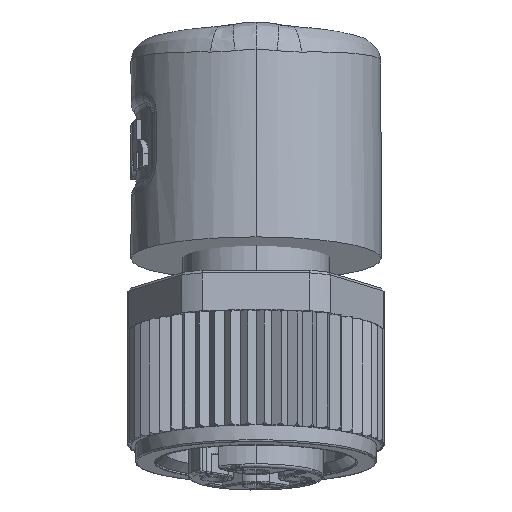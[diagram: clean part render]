
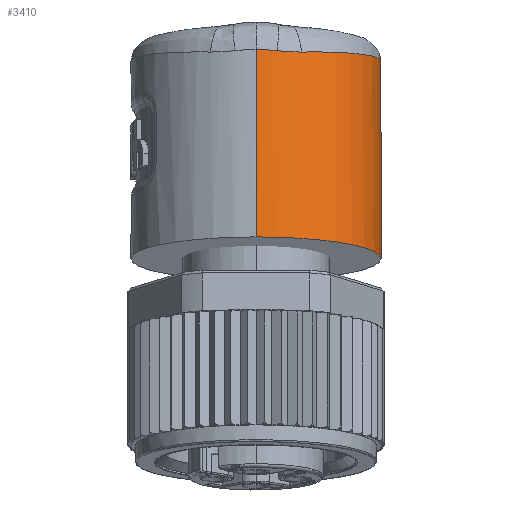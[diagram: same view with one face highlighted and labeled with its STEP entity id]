
A CAD part, front view. The second image highlights one B-rep face of the part: STEP entity #3410.
In plain terms, the highlighted cylindrical face has radius 7.5 mm (diameter 15 mm), a partial arc.
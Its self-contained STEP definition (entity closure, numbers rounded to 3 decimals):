
#3410=ADVANCED_FACE('',(#6840),#6841,.T.);
#6840=FACE_OUTER_BOUND('',#22355,.T.);
#6841=CYLINDRICAL_SURFACE('',#22356,7.5);
#22355=EDGE_LOOP('',(#33619,#33620,#33621,#33622,#33623,#33624,#33625,#33626,#33627,#33628,#33629));
#22356=AXIS2_PLACEMENT_3D('',#33630,#33631,#33632);
#33619=ORIENTED_EDGE('',*,*,#37713,.F.);
#33620=ORIENTED_EDGE('',*,*,#37717,.F.);
#33621=ORIENTED_EDGE('',*,*,#37854,.F.);
#33622=ORIENTED_EDGE('',*,*,#37855,.F.);
#33623=ORIENTED_EDGE('',*,*,#37856,.F.);
#33624=ORIENTED_EDGE('',*,*,#37719,.F.);
#33625=ORIENTED_EDGE('',*,*,#37709,.F.);
#33626=ORIENTED_EDGE('',*,*,#37857,.F.);
#33627=ORIENTED_EDGE('',*,*,#37764,.T.);
#33628=ORIENTED_EDGE('',*,*,#37858,.T.);
#33629=ORIENTED_EDGE('',*,*,#37706,.F.);
#33630=CARTESIAN_POINT('',(0.0,6.646,-7.682));
#33631=DIRECTION('',(0.0,-0.174,-0.985));
#33632=DIRECTION('',(0.0,-0.985,0.174));
#37706=EDGE_CURVE('',#43288,#43284,#43290,.T.);
#37709=EDGE_CURVE('',#43292,#43294,#43295,.T.);
#37713=EDGE_CURVE('',#43298,#43288,#43300,.T.);
#37717=EDGE_CURVE('',#43304,#43298,#43306,.T.);
#37719=EDGE_CURVE('',#43294,#43308,#43309,.T.);
#37764=EDGE_CURVE('',#43369,#43368,#43371,.T.);
#37854=EDGE_CURVE('',#43497,#43304,#43498,.T.);
#37855=EDGE_CURVE('',#43499,#43497,#43500,.T.);
#37856=EDGE_CURVE('',#43308,#43499,#43501,.T.);
#37857=EDGE_CURVE('',#43369,#43292,#43502,.T.);
#37858=EDGE_CURVE('',#43368,#43284,#43503,.T.);
#43284=VERTEX_POINT('',#54689);
#43288=VERTEX_POINT('',#54717);
#43290=B_SPLINE_CURVE_WITH_KNOTS('',3,(#54723,#54724,#54725,#54726,#54727,#54728,#54729,#54730,#54731,#54732,#54733,#54734,#54735,#54736,#54737,#54738,#54739,#54740,#54741,#54742,#54743,#54744),.UNSPECIFIED.,.F.,.F.,(4,1,1,1,1,1,1,1,1,1,1,1,1,1,1,1,1,1,1,4),(0.0,0.053,0.105,0.158,0.211,0.263,0.316,0.368,0.421,0.474,0.526,0.579,0.632,0.684,0.737,0.789,0.842,0.895,0.947,1.0),.UNSPECIFIED.);
#43292=VERTEX_POINT('',#54746);
#43294=VERTEX_POINT('',#54754);
#43295=B_SPLINE_CURVE_WITH_KNOTS('',3,(#54755,#54756,#54757,#54758,#54759,#54760,#54761,#54762),.UNSPECIFIED.,.F.,.F.,(4,1,1,1,1,4),(0.0,0.203,0.406,0.606,0.804,1.0),.UNSPECIFIED.);
#43298=VERTEX_POINT('',#54771);
#43300=B_SPLINE_CURVE_WITH_KNOTS('',3,(#54776,#54777,#54778,#54779,#54780,#54781),.UNSPECIFIED.,.F.,.F.,(4,1,1,4),(0.0,0.333,0.667,1.0),.UNSPECIFIED.);
#43304=VERTEX_POINT('',#54790);
#43306=B_SPLINE_CURVE_WITH_KNOTS('',3,(#54795,#54796,#54797,#54798,#54799,#54800),.UNSPECIFIED.,.F.,.F.,(4,1,1,4),(0.0,0.333,0.667,1.0),.UNSPECIFIED.);
#43308=VERTEX_POINT('',#54802);
#43309=B_SPLINE_CURVE_WITH_KNOTS('',3,(#54803,#54804,#54805,#54806,#54807,#54808),.UNSPECIFIED.,.F.,.F.,(4,1,1,4),(0.0,0.333,0.667,1.0),.UNSPECIFIED.);
#43368=VERTEX_POINT('',#54997);
#43369=VERTEX_POINT('',#54998);
#43371=CIRCLE('',#55000,7.5);
#43497=VERTEX_POINT('',#55711);
#43498=B_SPLINE_CURVE_WITH_KNOTS('',3,(#55712,#55713,#55714,#55715,#55716,#55717),.UNSPECIFIED.,.F.,.F.,(4,1,1,4),(0.0,0.333,0.667,1.0),.UNSPECIFIED.);
#43499=VERTEX_POINT('',#55718);
#43500=B_SPLINE_CURVE_WITH_KNOTS('',3,(#55719,#55720,#55721,#55722,#55723,#55724),.UNSPECIFIED.,.F.,.F.,(4,1,1,4),(0.0,0.333,0.667,1.0),.UNSPECIFIED.);
#43501=B_SPLINE_CURVE_WITH_KNOTS('',3,(#55725,#55726,#55727,#55728,#55729,#55730,#55731,#55732,#55733,#55734,#55735,#55736,#55737,#55738,#55739),.UNSPECIFIED.,.F.,.F.,(4,1,1,1,1,1,1,1,1,1,1,1,4),(0.0,0.083,0.167,0.25,0.333,0.417,0.5,0.583,0.667,0.75,0.833,0.917,1.0),.UNSPECIFIED.);
#43502=LINE('',#55740,#55741);
#43503=LINE('',#55742,#55743);
#54689=CARTESIAN_POINT('',(0.,14.348,-7.187));
#54717=CARTESIAN_POINT('',(6.536,11.568,-0.949));
#54723=CARTESIAN_POINT('',(6.536,11.568,-0.949));
#54724=CARTESIAN_POINT('',(6.52,11.574,-1.077));
#54725=CARTESIAN_POINT('',(6.481,11.598,-1.342));
#54726=CARTESIAN_POINT('',(6.394,11.67,-1.769));
#54727=CARTESIAN_POINT('',(6.273,11.784,-2.227));
#54728=CARTESIAN_POINT('',(6.109,11.942,-2.719));
#54729=CARTESIAN_POINT('',(5.893,12.145,-3.24));
#54730=CARTESIAN_POINT('',(5.622,12.382,-3.772));
#54731=CARTESIAN_POINT('',(5.296,12.642,-4.298));
#54732=CARTESIAN_POINT('',(4.928,12.904,-4.791));
#54733=CARTESIAN_POINT('',(4.528,13.155,-5.239));
#54734=CARTESIAN_POINT('',(4.105,13.387,-5.637));
#54735=CARTESIAN_POINT('',(3.667,13.595,-5.984));
#54736=CARTESIAN_POINT('',(3.219,13.777,-6.282));
#54737=CARTESIAN_POINT('',(2.764,13.934,-6.534));
#54738=CARTESIAN_POINT('',(2.305,14.064,-6.741));
#54739=CARTESIAN_POINT('',(1.844,14.169,-6.907));
#54740=CARTESIAN_POINT('',(1.381,14.25,-7.034));
#54741=CARTESIAN_POINT('',(0.918,14.307,-7.123));
#54742=CARTESIAN_POINT('',(0.457,14.341,-7.175));
#54743=CARTESIAN_POINT('',(0.152,14.348,-7.187));
#54744=CARTESIAN_POINT('',(0.,14.348,-7.187));
#54746=CARTESIAN_POINT('',(0.,1.239,4.847));
#54754=CARTESIAN_POINT('',(1.266,1.337,4.784));
#54755=CARTESIAN_POINT('',(0.,1.239,4.847));
#54756=CARTESIAN_POINT('',(0.086,1.239,4.847));
#54757=CARTESIAN_POINT('',(0.259,1.242,4.846));
#54758=CARTESIAN_POINT('',(0.516,1.254,4.839));
#54759=CARTESIAN_POINT('',(0.769,1.274,4.828));
#54760=CARTESIAN_POINT('',(1.019,1.302,4.81));
#54761=CARTESIAN_POINT('',(1.184,1.325,4.794));
#54762=CARTESIAN_POINT('',(1.266,1.337,4.784));
#54771=CARTESIAN_POINT('',(6.569,11.604,-0.401));
#54776=CARTESIAN_POINT('',(6.569,11.604,-0.401));
#54777=CARTESIAN_POINT('',(6.569,11.594,-0.458));
#54778=CARTESIAN_POINT('',(6.568,11.576,-0.576));
#54779=CARTESIAN_POINT('',(6.557,11.563,-0.758));
#54780=CARTESIAN_POINT('',(6.544,11.565,-0.885));
#54781=CARTESIAN_POINT('',(6.536,11.568,-0.949));
#54790=CARTESIAN_POINT('',(6.561,11.795,0.599));
#54795=CARTESIAN_POINT('',(6.561,11.795,0.599));
#54796=CARTESIAN_POINT('',(6.562,11.774,0.488));
#54797=CARTESIAN_POINT('',(6.564,11.732,0.266));
#54798=CARTESIAN_POINT('',(6.567,11.667,-0.067));
#54799=CARTESIAN_POINT('',(6.568,11.625,-0.29));
#54800=CARTESIAN_POINT('',(6.569,11.604,-0.401));
#54802=CARTESIAN_POINT('',(2.72,1.732,4.701));
#54803=CARTESIAN_POINT('',(1.266,1.337,4.784));
#54804=CARTESIAN_POINT('',(1.44,1.364,4.765));
#54805=CARTESIAN_POINT('',(1.781,1.43,4.731));
#54806=CARTESIAN_POINT('',(2.267,1.564,4.702));
#54807=CARTESIAN_POINT('',(2.572,1.673,4.699));
#54808=CARTESIAN_POINT('',(2.72,1.732,4.701));
#54997=CARTESIAN_POINT('',(0.,14.032,-8.984));
#54998=CARTESIAN_POINT('',(0.0,-0.741,-6.379));
#55000=AXIS2_PLACEMENT_3D('',#61592,#61593,#61594);
#55711=CARTESIAN_POINT('',(6.507,12.012,1.274));
#55712=CARTESIAN_POINT('',(6.507,12.012,1.274));
#55713=CARTESIAN_POINT('',(6.519,11.977,1.194));
#55714=CARTESIAN_POINT('',(6.539,11.913,1.038));
#55715=CARTESIAN_POINT('',(6.556,11.841,0.812));
#55716=CARTESIAN_POINT('',(6.561,11.808,0.669));
#55717=CARTESIAN_POINT('',(6.561,11.795,0.599));
#55718=CARTESIAN_POINT('',(5.818,13.425,3.511));
#55719=CARTESIAN_POINT('',(5.818,13.425,3.511));
#55720=CARTESIAN_POINT('',(5.945,13.22,3.248));
#55721=CARTESIAN_POINT('',(6.158,12.838,2.731));
#55722=CARTESIAN_POINT('',(6.378,12.363,1.986));
#55723=CARTESIAN_POINT('',(6.471,12.117,1.509));
#55724=CARTESIAN_POINT('',(6.507,12.012,1.274));
#55725=CARTESIAN_POINT('',(2.72,1.732,4.701));
#55726=CARTESIAN_POINT('',(3.086,1.877,4.707));
#55727=CARTESIAN_POINT('',(3.796,2.226,4.71));
#55728=CARTESIAN_POINT('',(4.763,2.904,4.689));
#55729=CARTESIAN_POINT('',(5.613,3.722,4.644));
#55730=CARTESIAN_POINT('',(6.321,4.651,4.577));
#55731=CARTESIAN_POINT('',(6.89,5.702,4.488));
#55732=CARTESIAN_POINT('',(7.282,6.819,4.381));
#55733=CARTESIAN_POINT('',(7.492,7.984,4.257));
#55734=CARTESIAN_POINT('',(7.52,9.138,4.124));
#55735=CARTESIAN_POINT('',(7.361,10.32,3.976));
#55736=CARTESIAN_POINT('',(7.019,11.445,3.823));
#55737=CARTESIAN_POINT('',(6.508,12.494,3.667));
#55738=CARTESIAN_POINT('',(6.063,13.128,3.563));
#55739=CARTESIAN_POINT('',(5.818,13.425,3.511));
#55740=CARTESIAN_POINT('',(0.0,-0.741,-6.379));
#55741=VECTOR('',#61614,11.4);
#55742=CARTESIAN_POINT('',(0.,14.032,-8.984));
#55743=VECTOR('',#61615,1.825);
#61592=CARTESIAN_POINT('',(0.0,6.646,-7.682));
#61593=DIRECTION('',(0.0,0.174,0.985));
#61594=DIRECTION('',(0.0,-0.985,0.174));
#61614=DIRECTION('',(0.,0.174,0.985));
#61615=DIRECTION('',(0.,0.174,0.985));
